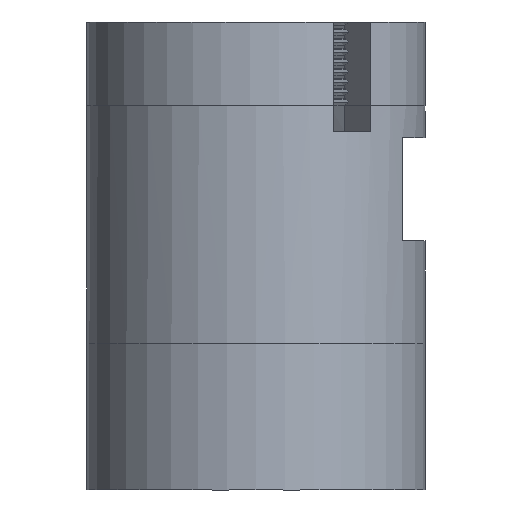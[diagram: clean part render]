
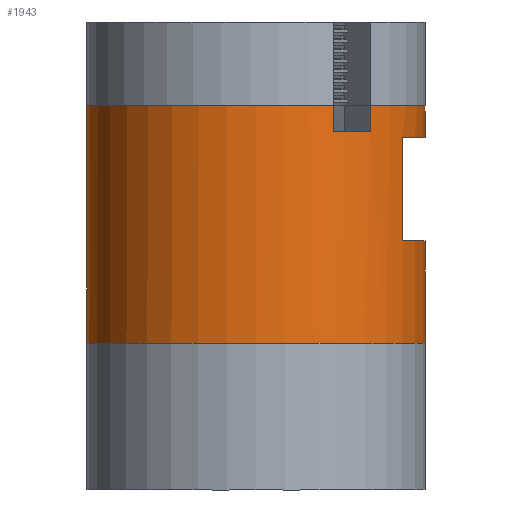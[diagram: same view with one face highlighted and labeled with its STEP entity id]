
A CAD part, left-side view. The second image highlights one B-rep face of the part: STEP entity #1943.
In plain terms, the highlighted cylindrical face has radius 25.375 mm (diameter 50.75 mm), a full revolution.
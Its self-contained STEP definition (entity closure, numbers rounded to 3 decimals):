
#236=CYLINDRICAL_SURFACE('',#2082,25.375);
#299=LINE('',#2584,#387);
#311=LINE('',#2611,#399);
#313=LINE('',#2621,#401);
#314=LINE('',#2625,#402);
#315=LINE('',#2627,#403);
#387=VECTOR('',#2232,10.);
#399=VECTOR('',#2260,10.);
#401=VECTOR('',#2272,10.);
#402=VECTOR('',#2275,10.);
#403=VECTOR('',#2278,25.375);
#457=FACE_BOUND('',#592,.T.);
#478=FACE_OUTER_BOUND('',#591,.T.);
#591=EDGE_LOOP('',(#1349,#1350,#1351,#1352,#1353,#1354,#1355,#1356));
#592=EDGE_LOOP('',(#1357,#1358,#1359,#1360));
#693=CIRCLE('',#2056,25.375);
#700=CIRCLE('',#2073,25.375);
#701=CIRCLE('',#2076,25.375);
#703=CIRCLE('',#2083,25.375);
#704=CIRCLE('',#2084,25.375);
#705=CIRCLE('',#2085,25.375);
#746=VERTEX_POINT('',#2516);
#771=VERTEX_POINT('',#2581);
#772=VERTEX_POINT('',#2583);
#775=VERTEX_POINT('',#2591);
#776=VERTEX_POINT('',#2598);
#780=VERTEX_POINT('',#2617);
#781=VERTEX_POINT('',#2618);
#782=VERTEX_POINT('',#2620);
#783=VERTEX_POINT('',#2622);
#784=VERTEX_POINT('',#2624);
#958=EDGE_CURVE('',#746,#746,#693,.T.);
#987=EDGE_CURVE('',#772,#771,#299,.T.);
#992=EDGE_CURVE('',#771,#775,#700,.T.);
#995=EDGE_CURVE('',#776,#772,#701,.T.);
#1002=EDGE_CURVE('',#775,#776,#311,.T.);
#1005=EDGE_CURVE('',#780,#781,#703,.T.);
#1006=EDGE_CURVE('',#780,#782,#313,.T.);
#1007=EDGE_CURVE('',#782,#783,#704,.F.);
#1008=EDGE_CURVE('',#783,#784,#314,.T.);
#1009=EDGE_CURVE('',#781,#784,#705,.T.);
#1010=EDGE_CURVE('',#781,#746,#315,.T.);
#1349=ORIENTED_EDGE('',*,*,#1005,.F.);
#1350=ORIENTED_EDGE('',*,*,#1006,.T.);
#1351=ORIENTED_EDGE('',*,*,#1007,.T.);
#1352=ORIENTED_EDGE('',*,*,#1008,.T.);
#1353=ORIENTED_EDGE('',*,*,#1009,.F.);
#1354=ORIENTED_EDGE('',*,*,#1010,.T.);
#1355=ORIENTED_EDGE('',*,*,#958,.F.);
#1356=ORIENTED_EDGE('',*,*,#1010,.F.);
#1357=ORIENTED_EDGE('',*,*,#987,.T.);
#1358=ORIENTED_EDGE('',*,*,#992,.T.);
#1359=ORIENTED_EDGE('',*,*,#1002,.T.);
#1360=ORIENTED_EDGE('',*,*,#995,.T.);
#1943=ADVANCED_FACE('',(#478,#457),#236,.T.);
#2056=AXIS2_PLACEMENT_3D('',#2517,#2182,#2183);
#2073=AXIS2_PLACEMENT_3D('',#2593,#2240,#2241);
#2076=AXIS2_PLACEMENT_3D('',#2599,#2248,#2249);
#2082=AXIS2_PLACEMENT_3D('',#2616,#2268,#2269);
#2083=AXIS2_PLACEMENT_3D('',#2619,#2270,#2271);
#2084=AXIS2_PLACEMENT_3D('',#2623,#2273,#2274);
#2085=AXIS2_PLACEMENT_3D('',#2626,#2276,#2277);
#2182=DIRECTION('center_axis',(0.,0.,-1.));
#2183=DIRECTION('ref_axis',(0.,1.,0.));
#2232=DIRECTION('',(0.,0.,1.));
#2240=DIRECTION('center_axis',(0.,0.,1.));
#2241=DIRECTION('ref_axis',(1.,0.,0.));
#2248=DIRECTION('center_axis',(0.,0.,-1.));
#2249=DIRECTION('ref_axis',(1.,0.,0.));
#2260=DIRECTION('',(0.,0.,-1.));
#2268=DIRECTION('center_axis',(0.,0.,1.));
#2269=DIRECTION('ref_axis',(1.,0.,0.));
#2270=DIRECTION('center_axis',(0.,0.,1.));
#2271=DIRECTION('ref_axis',(1.,0.,0.));
#2272=DIRECTION('',(0.,0.,-1.));
#2273=DIRECTION('center_axis',(0.,0.,1.));
#2274=DIRECTION('ref_axis',(1.,0.,0.));
#2275=DIRECTION('',(0.,0.,1.));
#2276=DIRECTION('center_axis',(0.,0.,1.));
#2277=DIRECTION('ref_axis',(1.,0.,0.));
#2278=DIRECTION('',(0.,0.,-1.));
#2516=CARTESIAN_POINT('',(-25.375,0.,-5.));
#2517=CARTESIAN_POINT('Origin',(0.,0.,-5.));
#2581=CARTESIAN_POINT('',(-12.625,-22.011,25.85));
#2583=CARTESIAN_POINT('',(-12.625,-22.011,10.35));
#2584=CARTESIAN_POINT('',(-12.625,-22.011,20.));
#2591=CARTESIAN_POINT('',(12.625,-22.011,25.85));
#2593=CARTESIAN_POINT('Origin',(0.,0.,25.85));
#2598=CARTESIAN_POINT('',(12.625,-22.011,10.35));
#2599=CARTESIAN_POINT('Origin',(0.,0.,10.35));
#2611=CARTESIAN_POINT('',(12.625,-22.011,20.));
#2616=CARTESIAN_POINT('Origin',(0.,0.,20.));
#2617=CARTESIAN_POINT('',(-18.683,-17.171,30.7));
#2618=CARTESIAN_POINT('',(-25.375,0.,30.7));
#2619=CARTESIAN_POINT('Origin',(0.,0.,30.7));
#2620=CARTESIAN_POINT('',(-18.683,-17.171,26.7));
#2621=CARTESIAN_POINT('',(-18.683,-17.171,20.));
#2622=CARTESIAN_POINT('',(-22.526,-11.683,26.7));
#2623=CARTESIAN_POINT('Origin',(0.,0.,26.7));
#2624=CARTESIAN_POINT('',(-22.526,-11.683,30.7));
#2625=CARTESIAN_POINT('',(-22.526,-11.683,20.));
#2626=CARTESIAN_POINT('Origin',(0.,0.,30.7));
#2627=CARTESIAN_POINT('',(-25.375,0.,20.));
